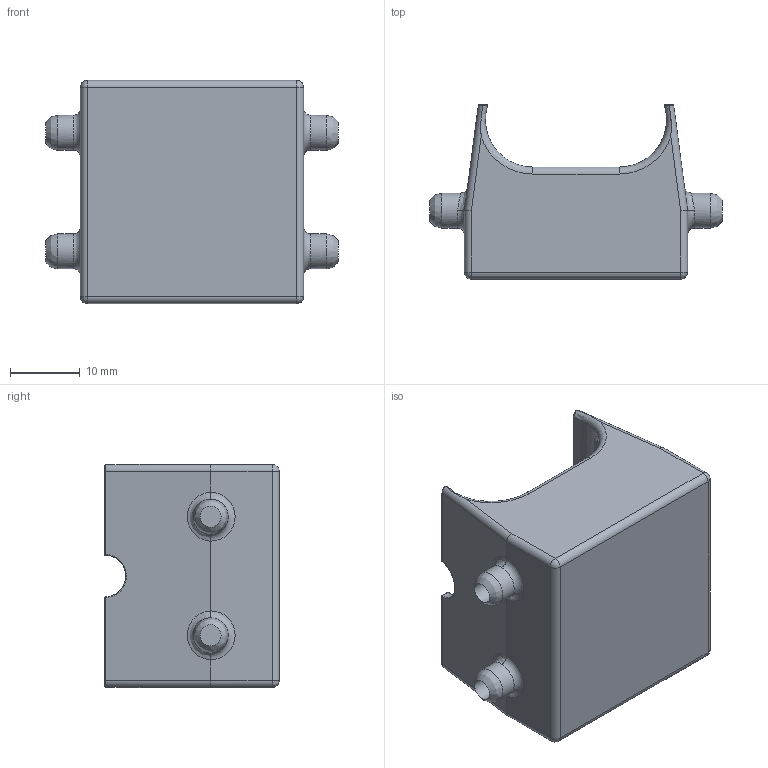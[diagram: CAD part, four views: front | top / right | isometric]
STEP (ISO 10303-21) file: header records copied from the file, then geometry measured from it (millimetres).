
FILE_DESCRIPTION(/* description */ (''),/* implementation_level */ '2;1');
FILE_NAME(/* name */ '2SEBT2.stp',/* time_stamp */ '2016-07-22T12:23:34-04:00',/* author */ ('CAD Station'),/* organization */ (''),/* preprocessor_version */ 'ST-DEVELOPER v16.1',/* originating_system */ 'Autodesk Inventor 2016',/* authorisation */ '');
FILE_SCHEMA (('AUTOMOTIVE_DESIGN { 1 0 10303 214 3 1 1 }'));
Length unit declared in the file: millimetre
Products named in the file (1): 2sebt2
Bounding box: 42 x 25 x 32 mm (x, y, z)
Volume: 6632.3 mm3; surface area: 7030.6 mm2
Topology: 1 solids, 1 shells, 125 faces, 286 edges, 160 vertices
Faces by surface type: cylinder 53, bspline 24, plane 22, sphere 18, torus 8
Full cylindrical faces by diameter (mm): 3 x4, 5 x4
Entity records: 4271 total; most frequent: CARTESIAN_POINT 1641, DIRECTION 553, ORIENTED_EDGE 534, EDGE_CURVE 267, AXIS2_PLACEMENT_3D 232, VERTEX_POINT 152, EDGE_LOOP 133, FACE_OUTER_BOUND 125
